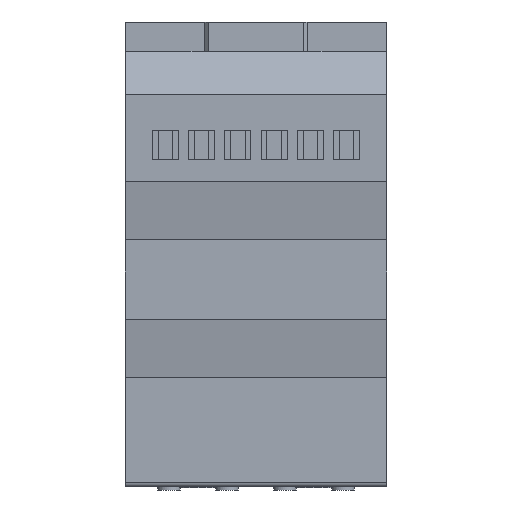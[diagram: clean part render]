
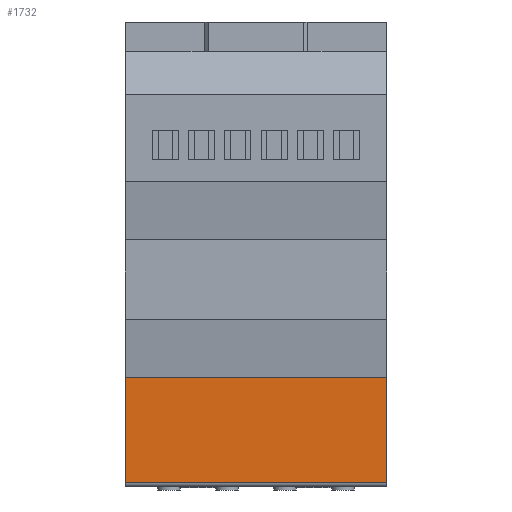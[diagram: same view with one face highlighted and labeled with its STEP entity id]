
A CAD part, front view. The second image highlights one B-rep face of the part: STEP entity #1732.
In plain terms, the highlighted planar face has unit normal (0, -1, 0).
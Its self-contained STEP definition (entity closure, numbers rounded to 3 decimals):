
#914 = DIRECTION ( 'NONE',  ( -1., 0., 0. ) ) ;
#933 = ORIENTED_EDGE ( 'NONE', *, *, #18778, .F. ) ;
#1732 = ADVANCED_FACE ( 'NONE', ( #28408 ), #20842, .F. ) ;
#3284 = DIRECTION ( 'NONE',  ( 0., 1., 0. ) ) ;
#3359 = ORIENTED_EDGE ( 'NONE', *, *, #13309, .F. ) ;
#3545 = CARTESIAN_POINT ( 'NONE',  ( -18., -22.5, -45. ) ) ;
#4049 = CARTESIAN_POINT ( 'NONE',  ( 18., -22.5, -45. ) ) ;
#4374 = AXIS2_PLACEMENT_3D ( 'NONE', #14119, #3284, #12112 ) ;
#5477 = VECTOR ( 'NONE', #914, 1000. ) ;
#7031 = LINE ( 'NONE', #15642, #8045 ) ;
#7736 = CARTESIAN_POINT ( 'NONE',  ( 9., -22.5, -45. ) ) ;
#7970 = EDGE_CURVE ( 'NONE', #24408, #26917, #11290, .T. ) ;
#8045 = VECTOR ( 'NONE', #13355, 1000. ) ;
#8150 = DIRECTION ( 'NONE',  ( 0., 0., 1. ) ) ;
#11033 = VECTOR ( 'NONE', #8150, 1000. ) ;
#11290 = LINE ( 'NONE', #7736, #5477 ) ;
#12112 = DIRECTION ( 'NONE',  ( 0., 0., 1. ) ) ;
#12119 = EDGE_CURVE ( 'NONE', #27140, #26917, #18236, .T. ) ;
#13309 = EDGE_CURVE ( 'NONE', #24408, #22538, #7031, .T. ) ;
#13355 = DIRECTION ( 'NONE',  ( 0., 0., -1. ) ) ;
#14119 = CARTESIAN_POINT ( 'NONE',  ( 9., -22.5, -45. ) ) ;
#14770 = DIRECTION ( 'NONE',  ( -1., 0., 0. ) ) ;
#15642 = CARTESIAN_POINT ( 'NONE',  ( 18., -22.5, -45. ) ) ;
#18153 = CARTESIAN_POINT ( 'NONE',  ( 18., -22.5, -59.5 ) ) ;
#18236 = LINE ( 'NONE', #26111, #11033 ) ;
#18778 = EDGE_CURVE ( 'NONE', #22538, #27140, #23920, .T. ) ;
#18806 = ORIENTED_EDGE ( 'NONE', *, *, #7970, .T. ) ;
#20002 = ORIENTED_EDGE ( 'NONE', *, *, #12119, .F. ) ;
#20643 = EDGE_LOOP ( 'NONE', ( #933, #3359, #18806, #20002 ) ) ;
#20842 = PLANE ( 'NONE',  #4374 ) ;
#22052 = CARTESIAN_POINT ( 'NONE',  ( -18., -22.5, -59.5 ) ) ;
#22538 = VERTEX_POINT ( 'NONE', #18153 ) ;
#23226 = VECTOR ( 'NONE', #14770, 1000. ) ;
#23511 = CARTESIAN_POINT ( 'NONE',  ( 9., -22.5, -59.5 ) ) ;
#23920 = LINE ( 'NONE', #23511, #23226 ) ;
#24408 = VERTEX_POINT ( 'NONE', #4049 ) ;
#26111 = CARTESIAN_POINT ( 'NONE',  ( -18., -22.5, 0. ) ) ;
#26917 = VERTEX_POINT ( 'NONE', #3545 ) ;
#27140 = VERTEX_POINT ( 'NONE', #22052 ) ;
#28408 = FACE_OUTER_BOUND ( 'NONE', #20643, .T. ) ;
